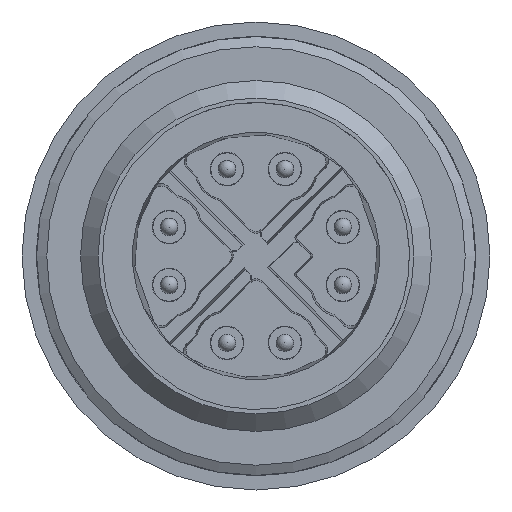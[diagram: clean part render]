
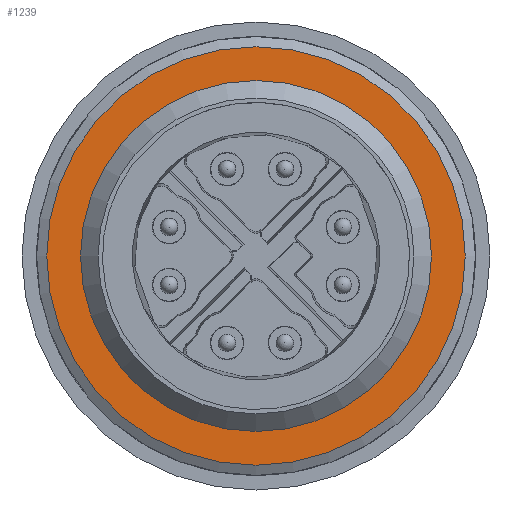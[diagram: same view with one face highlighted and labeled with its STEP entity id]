
A CAD part, front view. The second image highlights one B-rep face of the part: STEP entity #1239.
In plain terms, the highlighted planar face has unit normal (0, -1, 0).
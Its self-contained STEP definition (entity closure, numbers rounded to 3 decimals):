
#265=PLANE('',#8547);
#1239=ADVANCED_FACE('',(#1858,#1859),#265,.F.);
#1858=FACE_BOUND('',#2153,.T.);
#1859=FACE_BOUND('',#2154,.T.);
#2153=EDGE_LOOP('',(#4052));
#2154=EDGE_LOOP('',(#4053));
#4052=ORIENTED_EDGE('',*,*,#6974,.F.);
#4053=ORIENTED_EDGE('',*,*,#6973,.T.);
#6097=VERTEX_POINT('',#12910);
#6098=VERTEX_POINT('',#12913);
#6973=EDGE_CURVE('',#6097,#6097,#7949,.T.);
#6974=EDGE_CURVE('',#6098,#6098,#7950,.T.);
#7949=CIRCLE('',#8544,7.154);
#7950=CIRCLE('',#8546,6.);
#8544=AXIS2_PLACEMENT_3D('',#12909,#9856,#9857);
#8546=AXIS2_PLACEMENT_3D('',#12912,#9860,#9861);
#8547=AXIS2_PLACEMENT_3D('',#12914,#9862,#9863);
#9856=DIRECTION('',(0.,-1.,0.));
#9857=DIRECTION('',(-0.866,0.,-0.5));
#9860=DIRECTION('',(0.,-1.,0.));
#9861=DIRECTION('',(-0.866,0.,-0.5));
#9862=DIRECTION('',(0.,1.,0.));
#9863=DIRECTION('',(-0.866,0.,-0.5));
#12909=CARTESIAN_POINT('',(50.,42.5,0.));
#12910=CARTESIAN_POINT('',(43.805,42.5,-3.577));
#12912=CARTESIAN_POINT('',(50.,42.5,0.));
#12913=CARTESIAN_POINT('',(44.804,42.5,-3.));
#12914=CARTESIAN_POINT('',(53.577,42.5,-6.195));
